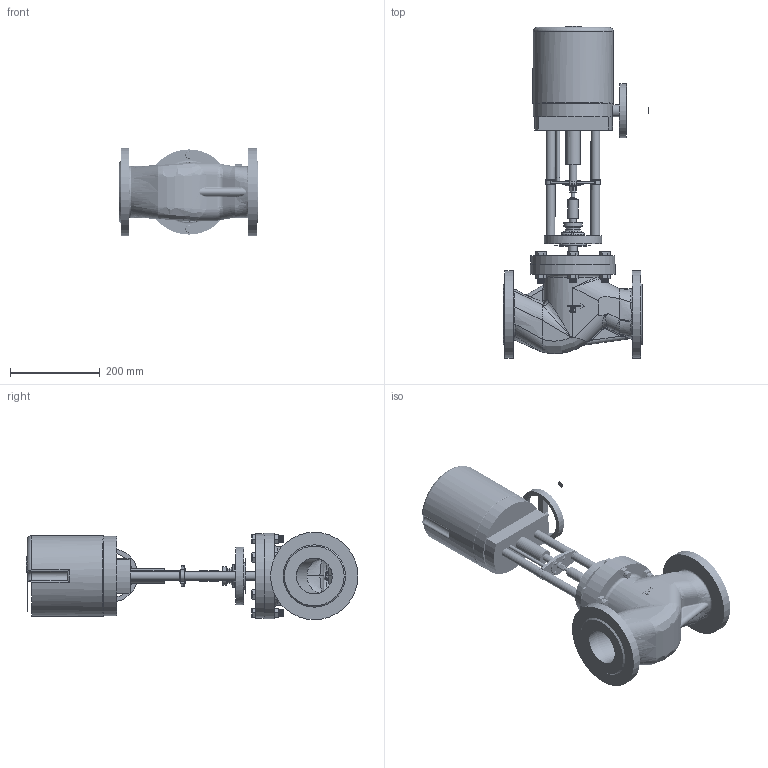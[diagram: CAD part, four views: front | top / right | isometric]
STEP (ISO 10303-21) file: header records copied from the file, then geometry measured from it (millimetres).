
FILE_DESCRIPTION(/* description */ (''),/* implementation_level */ '2;1');
FILE_NAME(/* name */ 'Р11 DN80 + ЭПА_ЭПР 204.stp',/* time_stamp */ '2024-03-17T11:47:02+03:00',/* author */ ('kostr'),/* organization */ (''),/* preprocessor_version */ 'ST-DEVELOPER v18.1',/* originating_system */ 'AutoCAD Mechanical',/* authorisation */ '');
FILE_SCHEMA (('AUTOMOTIVE_DESIGN { 1 0 10303 214 3 1 1 }'));
Length unit declared in the file: millimetre
Products named in the file (2): Product1; Product
Assembly tree (1 placements, depth 2):
  Product1
    Product
Bounding box: 324.02 x 740.89 x 195 mm (x, y, z)
Volume: 6213190.7 mm3; surface area: 1084909.3 mm2
Topology: 51 solids, 87 shells, 1565 faces, 4302 edges, 2927 vertices
Faces by surface type: plane 849, cylinder 452, bspline 180, cone 46, torus 38
Full cylindrical faces by diameter (mm): 5 x12, 6 x1, 8 x5, 10 x10, 12 x1, 12.5 x1, 16 x230, 17 x3, 18 x4, 18.5 x2, 20 x6, 21 x1, 21.793 x2, 22 x1, 22.71 x4, 22.911 x1, 24 x1, 26.76 x1, 28 x2, 30 x1, 32 x1, 33 x1, 35.081 x1, 40 x6, 41.56 x1, 45 x17, 48 x1, 57.5 x3, 60 x4, 80 x2
Entity records: 182963 total; most frequent: CARTESIAN_POINT 144482, ORIENTED_EDGE 8450, DIRECTION 6923, EDGE_CURVE 4302, VERTEX_POINT 2927, LINE 2391, VECTOR 2391, AXIS2_PLACEMENT_3D 2266
